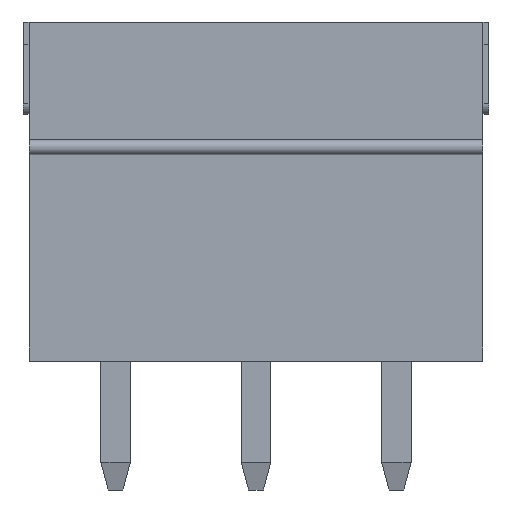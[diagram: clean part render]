
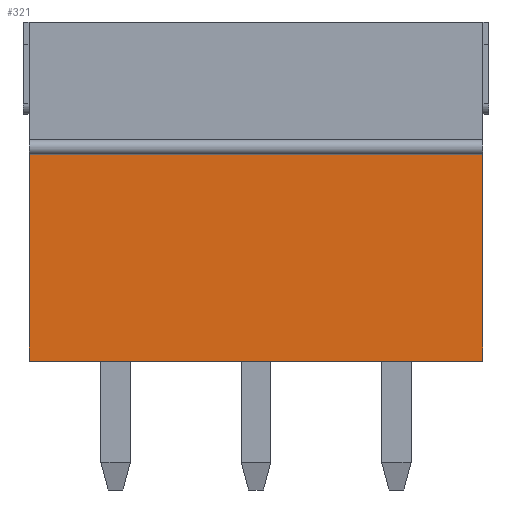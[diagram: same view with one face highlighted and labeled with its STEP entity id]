
A CAD part, front view. The second image highlights one B-rep face of the part: STEP entity #321.
In plain terms, the highlighted planar face has unit normal (0, -1, 0).
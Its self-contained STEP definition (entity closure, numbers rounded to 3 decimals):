
#321 = ADVANCED_FACE( '', ( #734 ), #735, .T. );
#734 = FACE_OUTER_BOUND( '', #1264, .T. );
#735 = PLANE( '', #1265 );
#1264 = EDGE_LOOP( '', ( #2003, #2004, #2005, #2006 ) );
#1265 = AXIS2_PLACEMENT_3D( '', #2007, #2008, #2009 );
#2003 = ORIENTED_EDGE( '', *, *, #3439, .F. );
#2004 = ORIENTED_EDGE( '', *, *, #3464, .F. );
#2005 = ORIENTED_EDGE( '', *, *, #3465, .F. );
#2006 = ORIENTED_EDGE( '', *, *, #3466, .T. );
#2007 = CARTESIAN_POINT( '', ( 6.31, -3.5, -4.6 ) );
#2008 = DIRECTION( '', ( 0., -1., 0. ) );
#2009 = DIRECTION( '', ( 0., 0., -1. ) );
#3439 = EDGE_CURVE( '', #4201, #4203, #4204, .T. );
#3464 = EDGE_CURVE( '', #4242, #4201, #4243, .T. );
#3465 = EDGE_CURVE( '', #4244, #4242, #4245, .T. );
#3466 = EDGE_CURVE( '', #4244, #4203, #4246, .T. );
#4201 = VERTEX_POINT( '', #5274 );
#4203 = VERTEX_POINT( '', #5277 );
#4204 = LINE( '', #5278, #5279 );
#4242 = VERTEX_POINT( '', #5333 );
#4243 = LINE( '', #5334, #5335 );
#4244 = VERTEX_POINT( '', #5336 );
#4245 = LINE( '', #5337, #5338 );
#4246 = LINE( '', #5339, #5340 );
#5274 = CARTESIAN_POINT( '', ( -6.16, -3.5, -4.6 ) );
#5277 = CARTESIAN_POINT( '', ( -6.16, -3.5, 1. ) );
#5278 = CARTESIAN_POINT( '', ( -6.16, -3.5, -4.6 ) );
#5279 = VECTOR( '', #6327, 1000. );
#5333 = CARTESIAN_POINT( '', ( 6.16, -3.5, -4.6 ) );
#5334 = CARTESIAN_POINT( '', ( 6.31, -3.5, -4.6 ) );
#5335 = VECTOR( '', #6350, 1000. );
#5336 = CARTESIAN_POINT( '', ( 6.16, -3.5, 1. ) );
#5337 = CARTESIAN_POINT( '', ( 6.16, -3.5, -4.6 ) );
#5338 = VECTOR( '', #6351, 1000. );
#5339 = CARTESIAN_POINT( '', ( 6.31, -3.5, 1. ) );
#5340 = VECTOR( '', #6352, 1000. );
#6327 = DIRECTION( '', ( 0., 0., 1. ) );
#6350 = DIRECTION( '', ( -1., 0., 0. ) );
#6351 = DIRECTION( '', ( 0., 0., -1. ) );
#6352 = DIRECTION( '', ( -1., 0., 0. ) );
